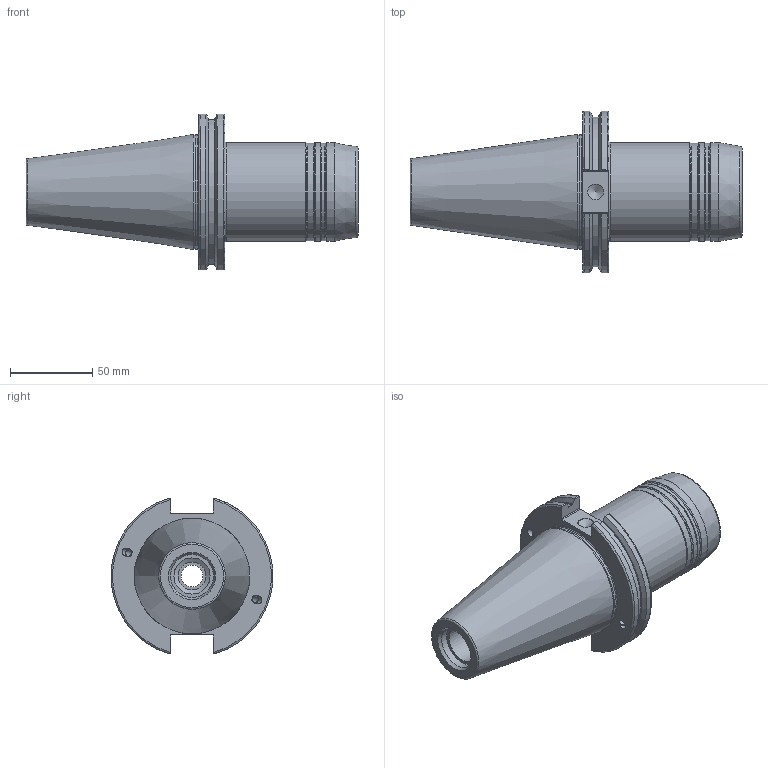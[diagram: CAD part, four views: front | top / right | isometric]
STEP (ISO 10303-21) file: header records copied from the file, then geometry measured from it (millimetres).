
FILE_DESCRIPTION(/* description */ (''),/* implementation_level */ '2;1');
FILE_NAME(/* name */ 'WL104HCR.stp',/* time_stamp */ '2025-03-11T10:44:11+09:00',/* author */ ('YSH'),/* organization */ (''),/* preprocessor_version */ 'ST-DEVELOPER v20',/* originating_system */ 'Autodesk Inventor 2025',/* authorisation */ '');
FILE_SCHEMA (('AUTOMOTIVE_DESIGN { 1 0 10303 214 3 1 1 }'));
Length unit declared in the file: millimetre
Products named in the file (1): LO-CAT50ADB-HCR32-100
Bounding box: 201.6 x 98.06 x 94.69 mm (x, y, z)
Volume: 493126.7 mm3; surface area: 67117.7 mm2
Topology: 1 solids, 1 shells, 100 faces, 262 edges, 171 vertices
Faces by surface type: plane 35, cylinder 32, torus 17, cone 16
Full cylindrical faces by diameter (mm): 4.134 x8, 5 x4, 9.525 x1, 13.2 x1, 16.917 x1, 19 x1, 21.971 x1, 26.2 x1, 32 x1, 32.4 x1, 59 x2, 60 x3, 69.25 x1
Entity records: 3293 total; most frequent: CARTESIAN_POINT 737, DIRECTION 554, ORIENTED_EDGE 518, EDGE_CURVE 259, AXIS2_PLACEMENT_3D 230, VERTEX_POINT 171, EDGE_LOOP 120, CIRCLE 109
